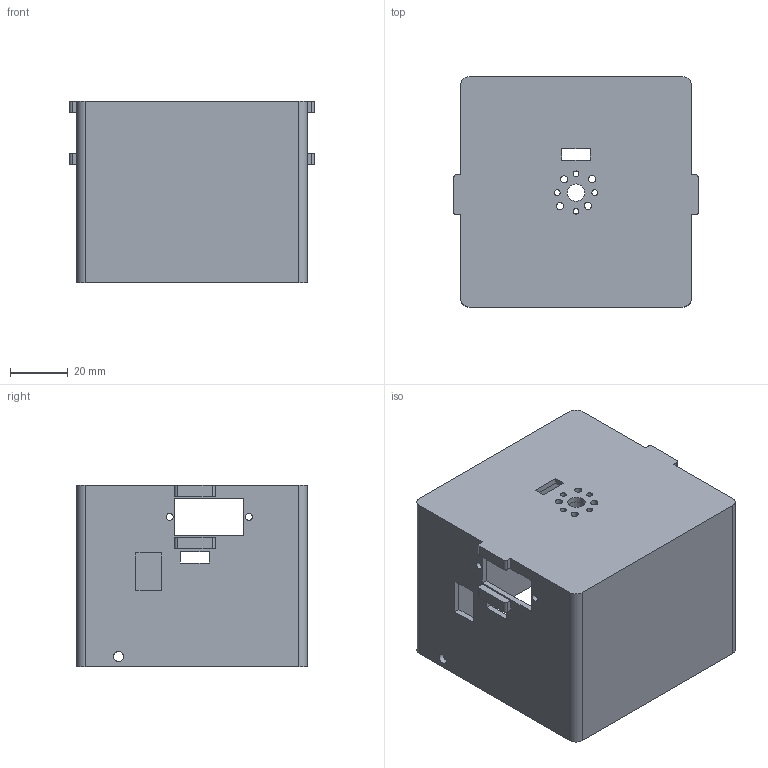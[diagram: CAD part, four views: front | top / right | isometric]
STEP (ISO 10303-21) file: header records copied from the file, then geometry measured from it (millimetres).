
FILE_DESCRIPTION(('FreeCAD Model'),'2;1');
FILE_NAME('body_more_holes_nano_sensor_shield.step','2017-05-04T09:14:19',('Author'),(''), 'Open CASCADE STEP processor 6.8','FreeCAD','Unknown');
FILE_SCHEMA(('AUTOMOTIVE_DESIGN_CC2 { 1 2 10303 214 -1 1 5 4 }'));
Length unit declared in the file: millimetre
Products named in the file (2): ASSEMBLY; body_more_holes_nano_sensor_shield
Assembly tree (1 placements, depth 2):
  ASSEMBLY
    body_more_holes_nano_sensor_shield
Bounding box: 85 x 80 x 63 mm (x, y, z)
Volume: 50422.4 mm3; surface area: 49583.9 mm2
Topology: 1 solids, 1 shells, 96 faces, 268 edges, 172 vertices
Faces by surface type: plane 54, cylinder 36, sphere 6
Full cylindrical faces by diameter (mm): 2 x4, 2.4 x4, 2.5 x4, 3.5 x2, 6 x1
Entity records: 6705 total; most frequent: CARTESIAN_POINT 1334, DIRECTION 998, LINE 610, VECTOR 610, ORIENTED_EDGE 528, PCURVE 528, DEFINITIONAL_REPRESENTATION 528, EDGE_CURVE 264
